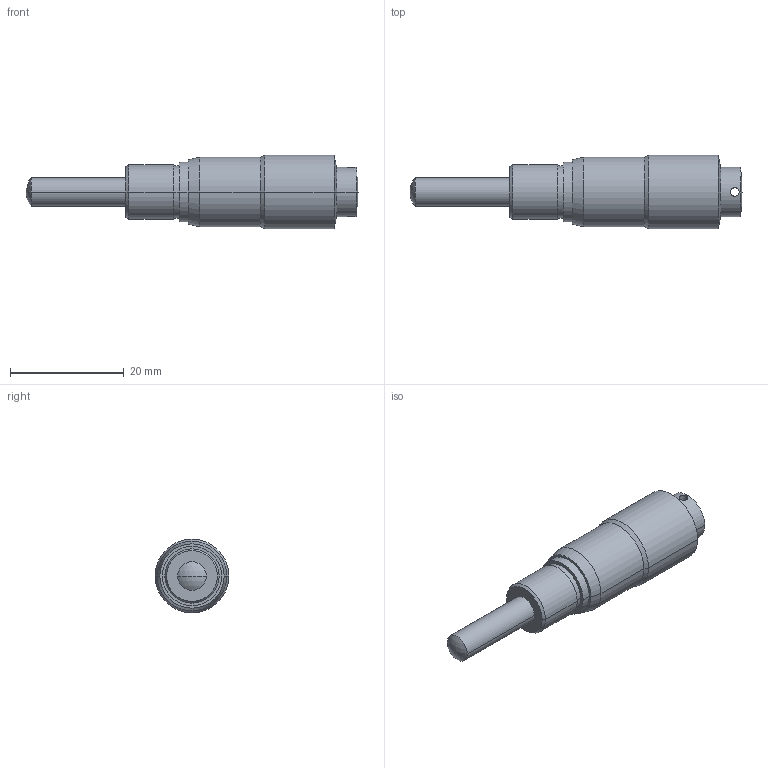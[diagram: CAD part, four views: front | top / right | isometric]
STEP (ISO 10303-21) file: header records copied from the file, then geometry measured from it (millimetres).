
FILE_DESCRIPTION (( 'STEP AP214' ), '1' );
FILE_NAME ('0650-E0W.step', '2007-10-24T22:15:30', ( ' ' ), ( ' ' ), 'SwSTEP 2.0', 'SolidWorks 2007', '' );
FILE_SCHEMA (( 'AUTOMOTIVE_DESIGN' ));
Length unit declared in the file: inch
Products named in the file (1): 0650-E0W
Bounding box: 58.29 x 12.95 x 12.95 mm (x, y, z)
Surface area: 1979.3 mm2 (no closed solid volume)
Topology: 0 solids, 1 shells, 32 faces, 66 edges, 38 vertices
Faces by surface type: cylinder 16, cone 6, sphere 4, plane 4, torus 2
Entity records: 1312 total; most frequent: CARTESIAN_POINT 187, DIRECTION 164, ORIENTED_EDGE 128, AXIS2_PLACEMENT_3D 71, EDGE_CURVE 64, EDGE_LOOP 38, VERTEX_POINT 38, CIRCLE 38
